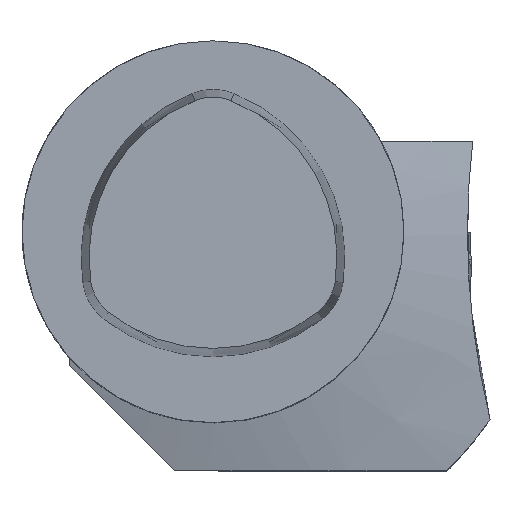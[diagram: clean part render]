
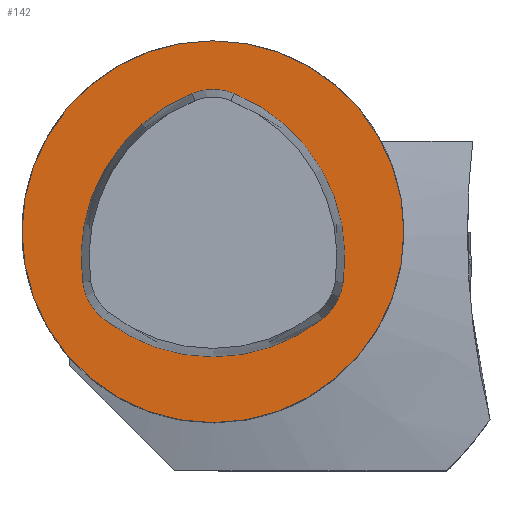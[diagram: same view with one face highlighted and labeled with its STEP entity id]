
A CAD part, top view. The second image highlights one B-rep face of the part: STEP entity #142.
In plain terms, the highlighted planar face has unit normal (0, 0, 1).
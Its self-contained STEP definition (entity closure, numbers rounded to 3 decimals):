
#96=CIRCLE('',#1818,20.);
#142=ADVANCED_FACE('',(#304),#229,.T.);
#229=PLANE('',#1828);
#304=FACE_OUTER_BOUND('',#404,.T.);
#404=EDGE_LOOP('',(#943));
#943=ORIENTED_EDGE('',*,*,#1548,.T.);
#1360=VERTEX_POINT('',#2781);
#1548=EDGE_CURVE('',#1360,#1360,#96,.T.);
#1818=AXIS2_PLACEMENT_3D('',#2780,#2097,#2098);
#1828=AXIS2_PLACEMENT_3D('',#2836,#2123,#2124);
#2097=DIRECTION('',(0.,0.,1.));
#2098=DIRECTION('',(-1.,0.,0.));
#2123=DIRECTION('',(0.,0.,1.));
#2124=DIRECTION('',(-1.,0.,0.));
#2780=CARTESIAN_POINT('',(0.,0.,0.));
#2781=CARTESIAN_POINT('',(-20.,0.,0.));
#2836=CARTESIAN_POINT('',(0.,0.,0.));
